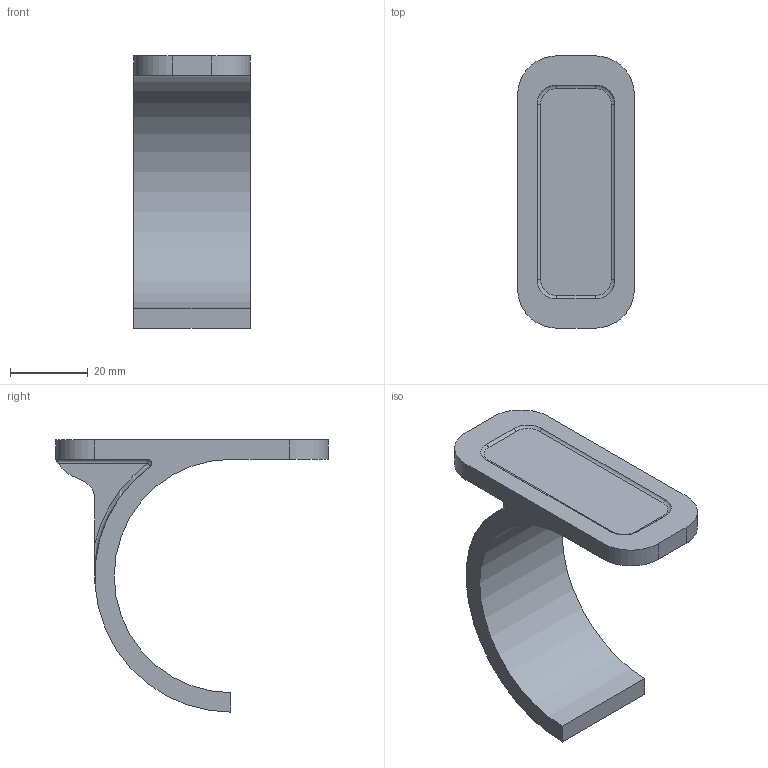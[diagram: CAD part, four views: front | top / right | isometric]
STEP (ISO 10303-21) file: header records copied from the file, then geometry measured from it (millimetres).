
FILE_DESCRIPTION(('STEP AP214'), '1');
FILE_NAME('îðãàíàéçåð äëÿ ïàêåòîâ', '', ('UNSPECIFIED'), ('UNSPECIFIED'), 'C3D Converter', 'C3D Toolkit', '');
FILE_SCHEMA(('AUTOMOTIVE_DESIGN { 1 0 10303 214 3 1 1}'));
Length unit declared in the file: millimetre
Bounding box: 30 x 70 x 70 mm (x, y, z)
Volume: 23693.3 mm3; surface area: 11182.2 mm2
Topology: 1 solids, 1 shells, 37 faces, 96 edges, 60 vertices
Faces by surface type: cylinder 15, plane 13, torus 6, sphere 2, extrusion 1
Entity records: 1301 total; most frequent: CARTESIAN_POINT 342, DIRECTION 205, ORIENTED_EDGE 188, EDGE_CURVE 94, AXIS2_PLACEMENT_3D 79, VERTEX_POINT 60, VECTOR 47, LINE 46
